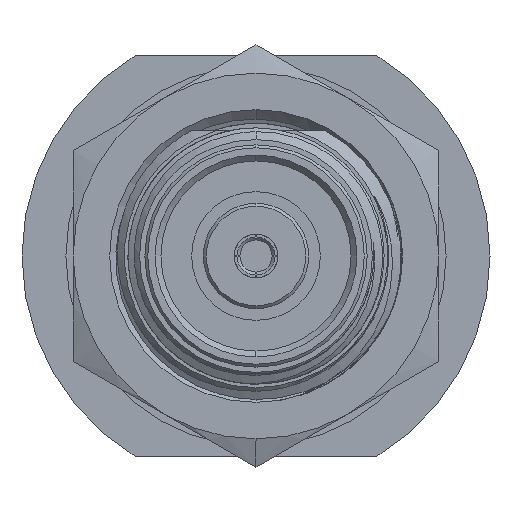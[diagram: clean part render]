
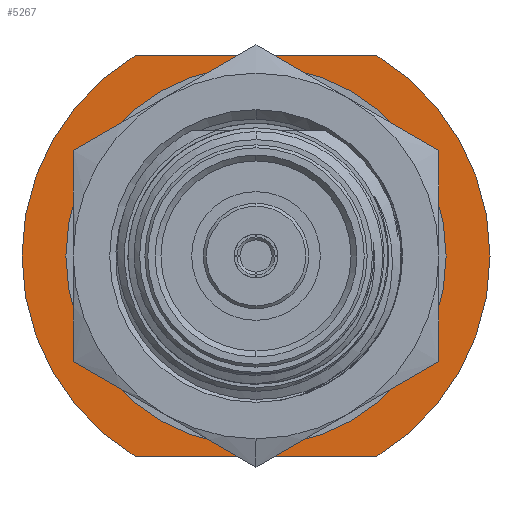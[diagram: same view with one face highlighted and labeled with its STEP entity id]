
A CAD part, left-side view. The second image highlights one B-rep face of the part: STEP entity #5267.
In plain terms, the highlighted planar face has unit normal (-1, 0, 0).
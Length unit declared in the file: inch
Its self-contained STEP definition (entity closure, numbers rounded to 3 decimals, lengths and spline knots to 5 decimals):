
#119 = CARTESIAN_POINT ( 'NONE',  ( 0.714, 0.20496, 0.3435 ) ) ;
#453 = VERTEX_POINT ( 'NONE', #119 ) ;
#708 = DIRECTION ( 'NONE',  ( 0., 0., 1. ) ) ;
#1075 = CARTESIAN_POINT ( 'NONE',  ( 0.714, 0., 0.325 ) ) ;
#1118 = DIRECTION ( 'NONE',  ( 0., 1., 0. ) ) ;
#1245 = AXIS2_PLACEMENT_3D ( 'NONE', #2755, #4103, #1562 ) ;
#1260 = CARTESIAN_POINT ( 'NONE',  ( 0.714, 0., 0. ) ) ;
#1550 = AXIS2_PLACEMENT_3D ( 'NONE', #1260, #6425, #2668 ) ;
#1562 = DIRECTION ( 'NONE',  ( 0., 0., -1. ) ) ;
#1841 = DIRECTION ( 'NONE',  ( 0., 0., 1. ) ) ;
#2217 = VECTOR ( 'NONE', #1118, 39.37008 ) ;
#2310 = EDGE_LOOP ( 'NONE', ( #7582, #13558, #3557, #10374 ) ) ;
#2591 = EDGE_LOOP ( 'NONE', ( #10225, #9457 ) ) ;
#2668 = DIRECTION ( 'NONE',  ( 0., 0., 1. ) ) ;
#2755 = CARTESIAN_POINT ( 'NONE',  ( 0.714, 0.23044, 0. ) ) ;
#3006 = FACE_OUTER_BOUND ( 'NONE', #2310, .T. ) ;
#3097 = CARTESIAN_POINT ( 'NONE',  ( 0.714, 0.23044, 0.3435 ) ) ;
#3300 = AXIS2_PLACEMENT_3D ( 'NONE', #16152, #8409, #708 ) ;
#3557 = ORIENTED_EDGE ( 'NONE', *, *, #15961, .F. ) ;
#3999 = CIRCLE ( 'NONE', #1550, 0.325 ) ;
#4103 = DIRECTION ( 'NONE',  ( 1., 0., 0. ) ) ;
#4208 = DIRECTION ( 'NONE',  ( 0., 0., 1. ) ) ;
#4568 = CARTESIAN_POINT ( 'NONE',  ( 0.714, 0.20496, -0.3435 ) ) ;
#4701 = EDGE_CURVE ( 'NONE', #11284, #15450, #5398, .T. ) ;
#4741 = EDGE_CURVE ( 'NONE', #453, #11353, #10894, .T. ) ;
#5195 = FACE_BOUND ( 'NONE', #2591, .T. ) ;
#5267 = ADVANCED_FACE ( 'NONE', ( #5195, #3006 ), #7910, .F. ) ;
#5398 = CIRCLE ( 'NONE', #5643, 0.325 ) ;
#5434 = EDGE_CURVE ( 'NONE', #453, #10840, #11277, .T. ) ;
#5540 = DIRECTION ( 'NONE',  ( 0., -1., 0. ) ) ;
#5643 = AXIS2_PLACEMENT_3D ( 'NONE', #12106, #16040, #1841 ) ;
#6040 = CIRCLE ( 'NONE', #6173, 0.4 ) ;
#6173 = AXIS2_PLACEMENT_3D ( 'NONE', #9449, #6842, #4208 ) ;
#6425 = DIRECTION ( 'NONE',  ( -1., 0., 0. ) ) ;
#6842 = DIRECTION ( 'NONE',  ( -1., 0., 0. ) ) ;
#7067 = VERTEX_POINT ( 'NONE', #8555 ) ;
#7214 = VECTOR ( 'NONE', #5540, 39.37008 ) ;
#7457 = CARTESIAN_POINT ( 'NONE',  ( 0.714, -0.20496, 0.3435 ) ) ;
#7582 = ORIENTED_EDGE ( 'NONE', *, *, #5434, .F. ) ;
#7910 = PLANE ( 'NONE',  #1245 ) ;
#8409 = DIRECTION ( 'NONE',  ( -1., 0., 0. ) ) ;
#8555 = CARTESIAN_POINT ( 'NONE',  ( 0.714, -0.20496, -0.3435 ) ) ;
#9449 = CARTESIAN_POINT ( 'NONE',  ( 0.714, 0., 0. ) ) ;
#9457 = ORIENTED_EDGE ( 'NONE', *, *, #4701, .F. ) ;
#10225 = ORIENTED_EDGE ( 'NONE', *, *, #16490, .F. ) ;
#10374 = ORIENTED_EDGE ( 'NONE', *, *, #13055, .T. ) ;
#10469 = LINE ( 'NONE', #11485, #2217 ) ;
#10840 = VERTEX_POINT ( 'NONE', #7457 ) ;
#10894 = CIRCLE ( 'NONE', #3300, 0.4 ) ;
#11277 = LINE ( 'NONE', #3097, #7214 ) ;
#11284 = VERTEX_POINT ( 'NONE', #14547 ) ;
#11353 = VERTEX_POINT ( 'NONE', #4568 ) ;
#11485 = CARTESIAN_POINT ( 'NONE',  ( 0.714, 0.23044, -0.3435 ) ) ;
#12106 = CARTESIAN_POINT ( 'NONE',  ( 0.714, 0., 0. ) ) ;
#13055 = EDGE_CURVE ( 'NONE', #7067, #10840, #6040, .T. ) ;
#13558 = ORIENTED_EDGE ( 'NONE', *, *, #4741, .T. ) ;
#14547 = CARTESIAN_POINT ( 'NONE',  ( 0.714, 0., -0.325 ) ) ;
#15450 = VERTEX_POINT ( 'NONE', #1075 ) ;
#15961 = EDGE_CURVE ( 'NONE', #7067, #11353, #10469, .T. ) ;
#16040 = DIRECTION ( 'NONE',  ( -1., 0., 0. ) ) ;
#16152 = CARTESIAN_POINT ( 'NONE',  ( 0.714, 0., 0. ) ) ;
#16490 = EDGE_CURVE ( 'NONE', #15450, #11284, #3999, .T. ) ;
